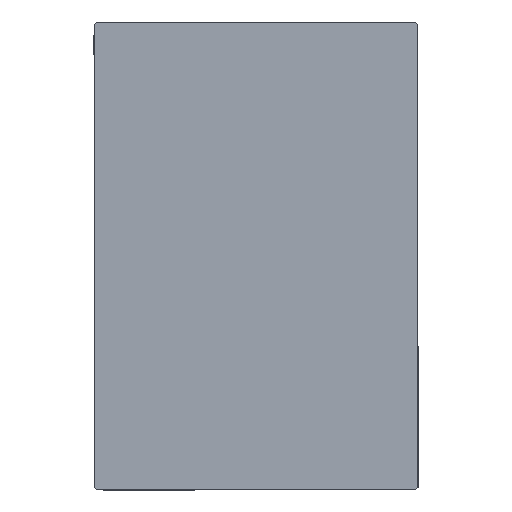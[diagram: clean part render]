
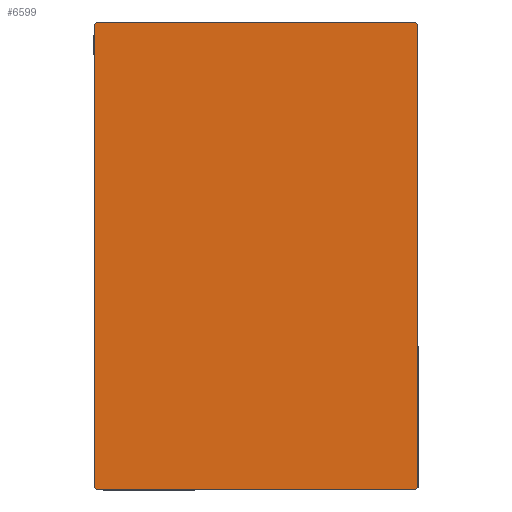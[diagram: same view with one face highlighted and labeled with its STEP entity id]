
A CAD part, left-side view. The second image highlights one B-rep face of the part: STEP entity #6599.
In plain terms, the highlighted face is planar.
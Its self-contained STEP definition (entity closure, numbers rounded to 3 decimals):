
#740 = EDGE_CURVE ( 'NONE', #6182, #3644, #20363, .T. ) ;
#766 = DIRECTION ( 'NONE',  ( 0., -0.707, 0.707 ) ) ;
#2605 = EDGE_CURVE ( 'NONE', #14987, #18292, #8560, .T. ) ;
#3193 = PLANE ( 'NONE',  #14732 ) ;
#3644 = VERTEX_POINT ( 'NONE', #35629 ) ;
#4678 = VECTOR ( 'NONE', #18535, 1000. ) ;
#4751 = VECTOR ( 'NONE', #34028, 1000. ) ;
#4905 = CARTESIAN_POINT ( 'NONE',  ( 70., 22.5, 32.5 ) ) ;
#6012 = ORIENTED_EDGE ( 'NONE', *, *, #7061, .T. ) ;
#6106 = EDGE_LOOP ( 'NONE', ( #6012, #40961, #26647, #39912, #29982, #15244, #42423, #14875 ) ) ;
#6182 = VERTEX_POINT ( 'NONE', #35042 ) ;
#6277 = VERTEX_POINT ( 'NONE', #29708 ) ;
#6599 = ADVANCED_FACE ( 'NONE', ( #19313 ), #3193, .T. ) ;
#7061 = EDGE_CURVE ( 'NONE', #35852, #6182, #23119, .T. ) ;
#8560 = LINE ( 'NONE', #12532, #18160 ) ;
#9248 = LINE ( 'NONE', #39676, #4678 ) ;
#9977 = VERTEX_POINT ( 'NONE', #36460 ) ;
#11987 = EDGE_CURVE ( 'NONE', #6277, #35852, #40122, .T. ) ;
#12532 = CARTESIAN_POINT ( 'NONE',  ( 70., -27.35, 27.35 ) ) ;
#12795 = VECTOR ( 'NONE', #25393, 1000. ) ;
#14732 = AXIS2_PLACEMENT_3D ( 'NONE', #16655, #23055, #19966 ) ;
#14875 = ORIENTED_EDGE ( 'NONE', *, *, #11987, .T. ) ;
#14987 = VERTEX_POINT ( 'NONE', #35826 ) ;
#15244 = ORIENTED_EDGE ( 'NONE', *, *, #2605, .T. ) ;
#15260 = CARTESIAN_POINT ( 'NONE',  ( 70., -22.2, -32.5 ) ) ;
#16655 = CARTESIAN_POINT ( 'NONE',  ( 70., 0., 0. ) ) ;
#18160 = VECTOR ( 'NONE', #25970, 1000. ) ;
#18292 = VERTEX_POINT ( 'NONE', #33422 ) ;
#18535 = DIRECTION ( 'NONE',  ( 0., 0., 1. ) ) ;
#19313 = FACE_OUTER_BOUND ( 'NONE', #6106, .T. ) ;
#19810 = DIRECTION ( 'NONE',  ( 0., 1., 0. ) ) ;
#19966 = DIRECTION ( 'NONE',  ( 0., 0., -1. ) ) ;
#20363 = LINE ( 'NONE', #30273, #4751 ) ;
#20397 = CARTESIAN_POINT ( 'NONE',  ( 70., 27.35, 27.35 ) ) ;
#20544 = VECTOR ( 'NONE', #20938, 1000. ) ;
#20744 = VERTEX_POINT ( 'NONE', #26446 ) ;
#20938 = DIRECTION ( 'NONE',  ( 0., 0.707, -0.707 ) ) ;
#23055 = DIRECTION ( 'NONE',  ( 1., 0., 0. ) ) ;
#23119 = LINE ( 'NONE', #33699, #43643 ) ;
#24291 = EDGE_CURVE ( 'NONE', #20744, #14987, #34898, .T. ) ;
#25393 = DIRECTION ( 'NONE',  ( 0., -1., 0. ) ) ;
#25970 = DIRECTION ( 'NONE',  ( 0., -0.707, -0.707 ) ) ;
#26446 = CARTESIAN_POINT ( 'NONE',  ( 70., 22.2, 32.5 ) ) ;
#26471 = VECTOR ( 'NONE', #33080, 1000. ) ;
#26647 = ORIENTED_EDGE ( 'NONE', *, *, #38074, .T. ) ;
#29708 = CARTESIAN_POINT ( 'NONE',  ( 70., -22.5, -32.2 ) ) ;
#29982 = ORIENTED_EDGE ( 'NONE', *, *, #24291, .T. ) ;
#30273 = CARTESIAN_POINT ( 'NONE',  ( 70., 27.35, -27.35 ) ) ;
#33080 = DIRECTION ( 'NONE',  ( 0., 0., -1. ) ) ;
#33422 = CARTESIAN_POINT ( 'NONE',  ( 70., -22.5, 32.2 ) ) ;
#33699 = CARTESIAN_POINT ( 'NONE',  ( 70., -22.5, -32.5 ) ) ;
#33751 = CARTESIAN_POINT ( 'NONE',  ( 70., -22.5, 32.5 ) ) ;
#33935 = EDGE_CURVE ( 'NONE', #9977, #20744, #40672, .T. ) ;
#34028 = DIRECTION ( 'NONE',  ( 0., 0.707, 0.707 ) ) ;
#34898 = LINE ( 'NONE', #4905, #12795 ) ;
#35042 = CARTESIAN_POINT ( 'NONE',  ( 70., 22.2, -32.5 ) ) ;
#35629 = CARTESIAN_POINT ( 'NONE',  ( 70., 22.5, -32.2 ) ) ;
#35826 = CARTESIAN_POINT ( 'NONE',  ( 70., -22.2, 32.5 ) ) ;
#35852 = VERTEX_POINT ( 'NONE', #15260 ) ;
#36460 = CARTESIAN_POINT ( 'NONE',  ( 70., 22.5, 32.2 ) ) ;
#37688 = CARTESIAN_POINT ( 'NONE',  ( 70., -27.35, -27.35 ) ) ;
#38074 = EDGE_CURVE ( 'NONE', #3644, #9977, #9248, .T. ) ;
#39676 = CARTESIAN_POINT ( 'NONE',  ( 70., 22.5, -32.5 ) ) ;
#39912 = ORIENTED_EDGE ( 'NONE', *, *, #33935, .T. ) ;
#40122 = LINE ( 'NONE', #37688, #20544 ) ;
#40363 = LINE ( 'NONE', #33751, #26471 ) ;
#40672 = LINE ( 'NONE', #20397, #43289 ) ;
#40961 = ORIENTED_EDGE ( 'NONE', *, *, #740, .T. ) ;
#42188 = EDGE_CURVE ( 'NONE', #18292, #6277, #40363, .T. ) ;
#42423 = ORIENTED_EDGE ( 'NONE', *, *, #42188, .T. ) ;
#43289 = VECTOR ( 'NONE', #766, 1000. ) ;
#43643 = VECTOR ( 'NONE', #19810, 1000. ) ;
